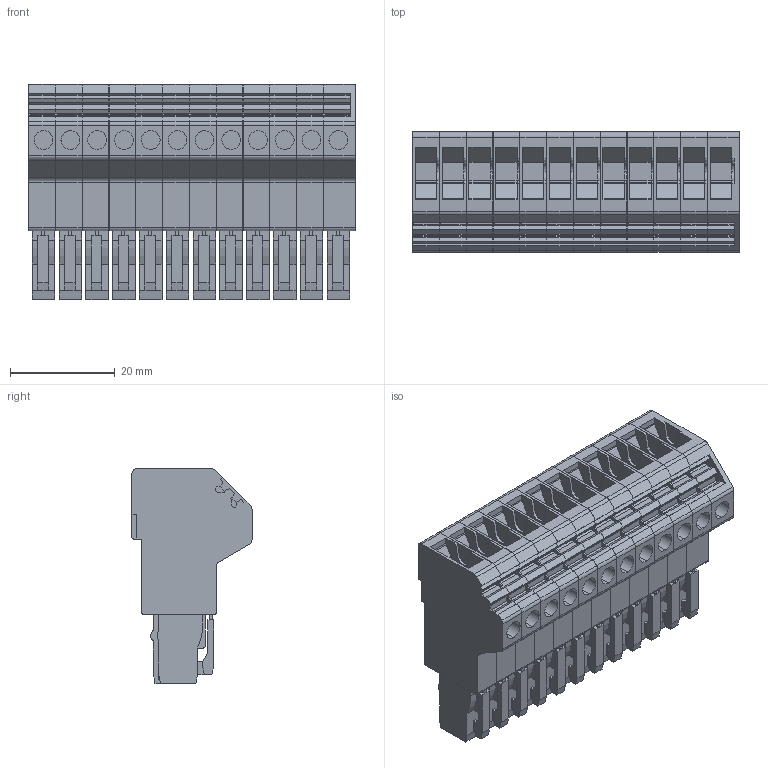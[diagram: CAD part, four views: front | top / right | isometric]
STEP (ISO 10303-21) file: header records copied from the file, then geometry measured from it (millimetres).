
FILE_DESCRIPTION(('CATIA V5 STEP Exchange','CAx-IF Rec.Pracs.--- Model Styling and Organization---1.5--- 2016-08-15','CAx-IF Rec.Pracs.---Supplemental Geometry---1.0---2011-11-01','CAx-IF Rec.Pracs.--- Composite Materials ---1.1---2010-07-15'),'2;1');
FILE_NAME ('D1452001_0', '2025-09-22T05:33:49+00:00', ('none'), ('Weidmueller'), 'CATIA Version 5-6 Release 2024 SP4', 'CATIA V5 STEP AP214 v3', 'none');
FILE_SCHEMA(('AUTOMOTIVE_DESIGN { 1 0 10303 214 1 1 1 1 }'));
Length unit declared in the file: millimetre
Products named in the file (1): 1438250000
Bounding box: 62.29 x 22.9 x 41 mm (x, y, z)
Volume: 30968.2 mm3; surface area: 27049.9 mm2
Topology: 1 solids, 1 shells, 1847 faces, 5347 edges, 3562 vertices
Faces by surface type: plane 1327, cylinder 520
Entity records: 52544 total; most frequent: ORIENTED_EDGE 10694, CARTESIAN_POINT 10009, DIRECTION 5924, EDGE_CURVE 5347, VECTOR 4259, LINE 4259, VERTEX_POINT 3562, EDGE_LOOP 1931
